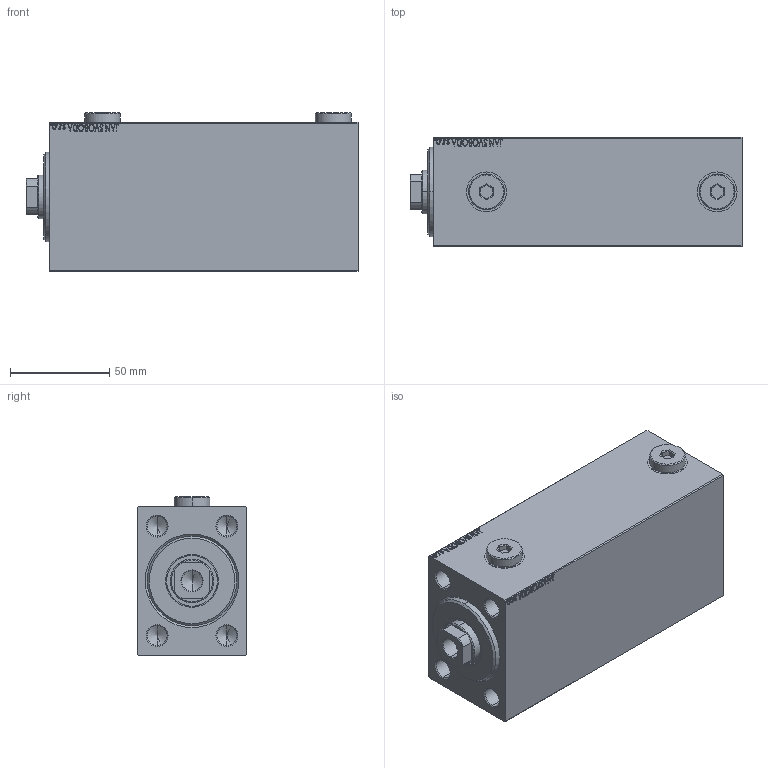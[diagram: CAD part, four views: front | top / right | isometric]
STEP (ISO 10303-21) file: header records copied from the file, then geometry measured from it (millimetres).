
FILE_DESCRIPTION (( 'STEP AP203' ), '1' );
FILE_NAME ('821f.STEP', '2024-02-13T05:17:06', ( '' ), ( '' ), 'SwSTEP 2.0', 'SolidWorks 2019', '' );
FILE_SCHEMA (( 'CONFIG_CONTROL_DESIGN' ));
Length unit declared in the file: millimetre
Products named in the file (5): V450CM_VC_B 63b5ef0e87966d8bf9cf79010d14c3c1; 821f; Zatka_OIL_PORT 63b5ef0e87966d8bf9cf79010d14c3c1; V450CM_B_VCP 63b5ef0e87966d8bf9cf79010d14c3c1; V450CM_B_Body 63b5ef0e87966d8bf9cf79010d14c3c1
Assembly tree (5 placements, depth 2):
  821f
    V450CM_B_Body 63b5ef0e87966d8bf9cf79010d14c3c1
    V450CM_B_VCP 63b5ef0e87966d8bf9cf79010d14c3c1
    V450CM_VC_B 63b5ef0e87966d8bf9cf79010d14c3c1
    Zatka_OIL_PORT 63b5ef0e87966d8bf9cf79010d14c3c1  x2
Bounding box: 167 x 55 x 79.9 mm (x, y, z)
Volume: 584131.4 mm3; surface area: 91767.5 mm2
Topology: 5 solids, 5 shells, 935 faces, 2374 edges, 1549 vertices
Faces by surface type: plane 435, bspline 380, cylinder 70, cone 50
Entity records: 45605 total; most frequent: CARTESIAN_POINT 25481, ORIENTED_EDGE 4632, DIRECTION 2790, EDGE_CURVE 2316, VERTEX_POINT 1525, VECTOR 1378, LINE 1378, EDGE_LOOP 1043
